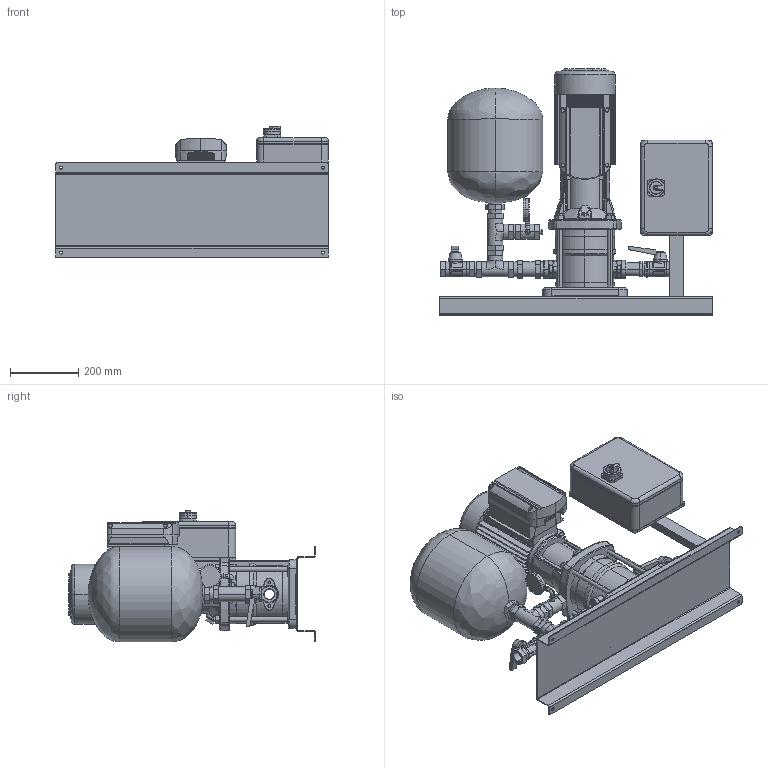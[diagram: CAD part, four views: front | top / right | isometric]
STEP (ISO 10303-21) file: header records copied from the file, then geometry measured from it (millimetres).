
FILE_DESCRIPTION (( 'STEP AP214' ), '1' );
FILE_NAME ('1SBI_10-9_TE_ZB00064945.STEP', '2022-07-17T21:07:38', ( '' ), ( '' ), 'SwSTEP 2.0', 'SolidWorks 2020', '' );
FILE_SCHEMA (( 'AUTOMOTIVE_DESIGN' ));
Length unit declared in the file: millimetre
Products named in the file (1): 1SBI_10-9_TE_ZB00064945
Bounding box: 800 x 724 x 387 mm (x, y, z)
Volume: 40199068 mm3; surface area: 2919706.6 mm2
Topology: 29 solids, 37 shells, 1602 faces, 4016 edges, 2543 vertices
Faces by surface type: plane 697, cylinder 551, bspline 193, torus 92, cone 63, sphere 6
Entity records: 83389 total; most frequent: CARTESIAN_POINT 28531, ORIENTED_EDGE 8002, DIRECTION 7219, EDGE_CURVE 4001, AXIS2_PLACEMENT_3D 2679, VERTEX_POINT 2543, VECTOR 1861, LINE 1861
